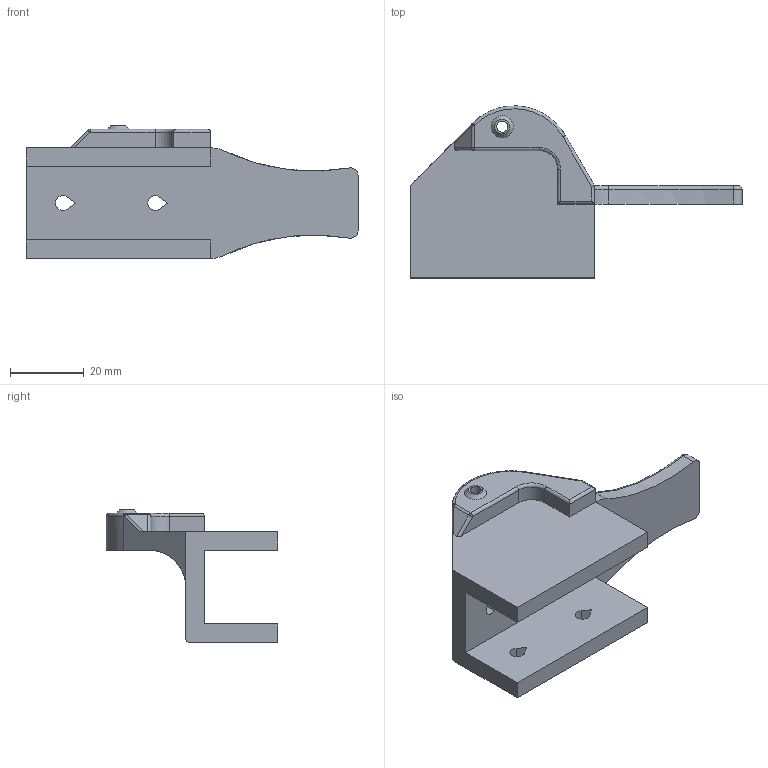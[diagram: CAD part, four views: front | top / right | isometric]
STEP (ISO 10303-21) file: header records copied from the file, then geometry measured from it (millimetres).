
FILE_DESCRIPTION(('FreeCAD Model'),'2;1');
FILE_NAME('RVATHolder.step','2015-08-28T13:28:49',('Author'),(''), 'Open CASCADE STEP processor 6.8','FreeCAD','Unknown');
FILE_SCHEMA(('AUTOMOTIVE_DESIGN_CC2 { 1 2 10303 214 -1 1 5 4 }'));
Length unit declared in the file: millimetre
Products named in the file (2): ASSEMBLY; RVATHolder
Assembly tree (1 placements, depth 2):
  ASSEMBLY
    RVATHolder
Bounding box: 90 x 46.62 x 36 mm (x, y, z)
Volume: 27658 mm3; surface area: 12253.2 mm2
Topology: 1 solids, 1 shells, 78 faces, 206 edges, 132 vertices
Faces by surface type: plane 39, cylinder 26, torus 8, bspline 3, cone 1, revolution 1
Full cylindrical faces by diameter (mm): 3 x1
Entity records: 5861 total; most frequent: CARTESIAN_POINT 1790, DIRECTION 730, ORIENTED_EDGE 414, PCURVE 414, DEFINITIONAL_REPRESENTATION 414, LINE 413, VECTOR 413, EDGE_CURVE 207
